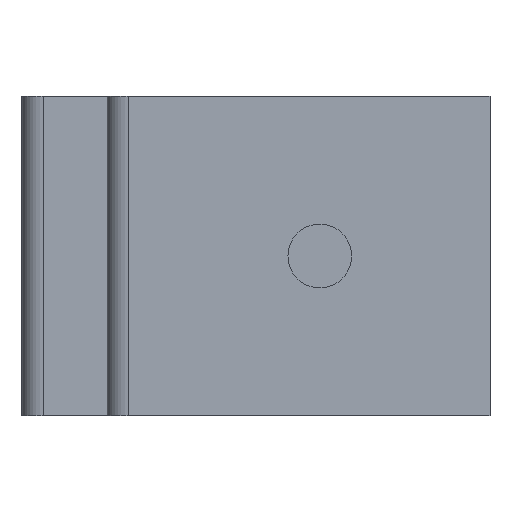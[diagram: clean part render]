
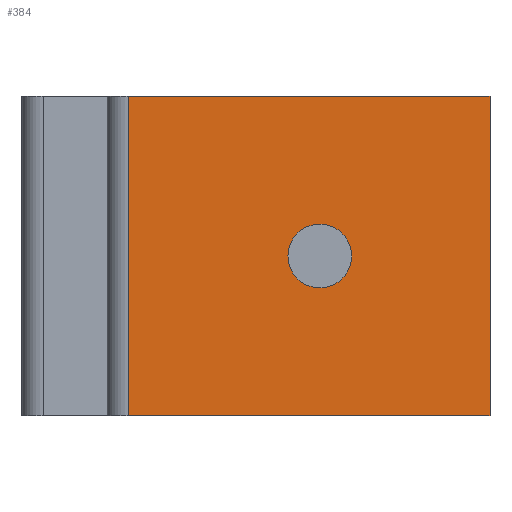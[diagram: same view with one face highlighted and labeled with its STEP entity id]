
A CAD part, front view. The second image highlights one B-rep face of the part: STEP entity #384.
In plain terms, the highlighted planar face has unit normal (0, -1, 0).
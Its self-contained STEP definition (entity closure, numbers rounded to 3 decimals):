
#68 = EDGE_CURVE ( 'NONE', #677, #118, #78, .T. ) ;
#78 = LINE ( 'NONE', #830, #510 ) ;
#107 = LINE ( 'NONE', #766, #878 ) ;
#118 = VERTEX_POINT ( 'NONE', #548 ) ;
#130 = EDGE_LOOP ( 'NONE', ( #844, #688, #831, #446 ) ) ;
#134 = EDGE_CURVE ( 'NONE', #671, #504, #107, .T. ) ;
#164 = DIRECTION ( 'NONE',  ( 0., -1., 0. ) ) ;
#196 = DIRECTION ( 'NONE',  ( 1., 0., 0. ) ) ;
#246 = LINE ( 'NONE', #383, #530 ) ;
#249 = VERTEX_POINT ( 'NONE', #717 ) ;
#276 = CARTESIAN_POINT ( 'NONE',  ( -14., -3., 0. ) ) ;
#308 = DIRECTION ( 'NONE',  ( 0., 1., 0. ) ) ;
#318 = EDGE_CURVE ( 'NONE', #677, #671, #728, .T. ) ;
#377 = VERTEX_POINT ( 'NONE', #802 ) ;
#379 = FACE_BOUND ( 'NONE', #381, .T. ) ;
#381 = EDGE_LOOP ( 'NONE', ( #571, #549 ) ) ;
#383 = CARTESIAN_POINT ( 'NONE',  ( 3., -3., 15. ) ) ;
#384 = ADVANCED_FACE ( 'NONE', ( #379, #591 ), #469, .F. ) ;
#385 = DIRECTION ( 'NONE',  ( -1., 0., 0. ) ) ;
#412 = CARTESIAN_POINT ( 'NONE',  ( 3., -3., 0. ) ) ;
#436 = AXIS2_PLACEMENT_3D ( 'NONE', #699, #759, #196 ) ;
#446 = ORIENTED_EDGE ( 'NONE', *, *, #318, .T. ) ;
#469 = PLANE ( 'NONE',  #486 ) ;
#486 = AXIS2_PLACEMENT_3D ( 'NONE', #609, #308, #385 ) ;
#504 = VERTEX_POINT ( 'NONE', #412 ) ;
#510 = VECTOR ( 'NONE', #824, 1000. ) ;
#530 = VECTOR ( 'NONE', #535, 1000. ) ;
#535 = DIRECTION ( 'NONE',  ( 0., 0., -1. ) ) ;
#548 = CARTESIAN_POINT ( 'NONE',  ( 3., -3., 15. ) ) ;
#549 = ORIENTED_EDGE ( 'NONE', *, *, #567, .F. ) ;
#567 = EDGE_CURVE ( 'NONE', #377, #249, #733, .T. ) ;
#571 = ORIENTED_EDGE ( 'NONE', *, *, #839, .F. ) ;
#574 = CIRCLE ( 'NONE', #694, 1.5 ) ;
#591 = FACE_OUTER_BOUND ( 'NONE', #130, .T. ) ;
#609 = CARTESIAN_POINT ( 'NONE',  ( -14., -3., 15. ) ) ;
#641 = CARTESIAN_POINT ( 'NONE',  ( -14., -3., 15. ) ) ;
#671 = VERTEX_POINT ( 'NONE', #276 ) ;
#677 = VERTEX_POINT ( 'NONE', #772 ) ;
#688 = ORIENTED_EDGE ( 'NONE', *, *, #912, .F. ) ;
#694 = AXIS2_PLACEMENT_3D ( 'NONE', #741, #164, #877 ) ;
#699 = CARTESIAN_POINT ( 'NONE',  ( -5., -3., 7.5 ) ) ;
#717 = CARTESIAN_POINT ( 'NONE',  ( -3.5, -3., 7.5 ) ) ;
#728 = LINE ( 'NONE', #641, #914 ) ;
#733 = CIRCLE ( 'NONE', #436, 1.5 ) ;
#741 = CARTESIAN_POINT ( 'NONE',  ( -5., -3., 7.5 ) ) ;
#759 = DIRECTION ( 'NONE',  ( 0., -1., 0. ) ) ;
#766 = CARTESIAN_POINT ( 'NONE',  ( -14., -3., 0. ) ) ;
#770 = DIRECTION ( 'NONE',  ( 1., 0., 0. ) ) ;
#772 = CARTESIAN_POINT ( 'NONE',  ( -14., -3., 15. ) ) ;
#802 = CARTESIAN_POINT ( 'NONE',  ( -6.5, -3., 7.5 ) ) ;
#824 = DIRECTION ( 'NONE',  ( 1., 0., 0. ) ) ;
#830 = CARTESIAN_POINT ( 'NONE',  ( -14., -3., 15. ) ) ;
#831 = ORIENTED_EDGE ( 'NONE', *, *, #68, .F. ) ;
#839 = EDGE_CURVE ( 'NONE', #249, #377, #574, .T. ) ;
#844 = ORIENTED_EDGE ( 'NONE', *, *, #134, .T. ) ;
#877 = DIRECTION ( 'NONE',  ( 1., 0., 0. ) ) ;
#878 = VECTOR ( 'NONE', #770, 1000. ) ;
#912 = EDGE_CURVE ( 'NONE', #118, #504, #246, .T. ) ;
#914 = VECTOR ( 'NONE', #920, 1000. ) ;
#920 = DIRECTION ( 'NONE',  ( 0., 0., -1. ) ) ;
